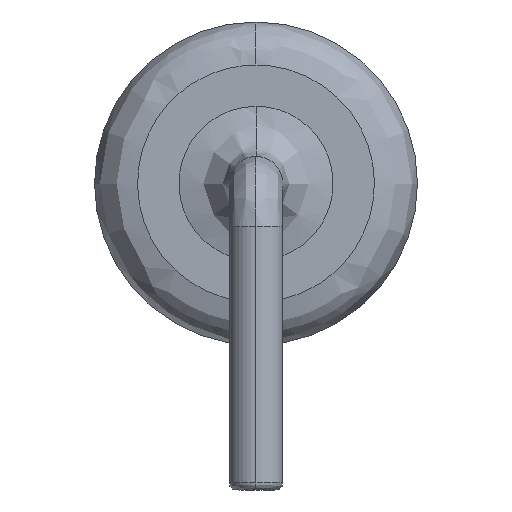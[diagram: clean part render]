
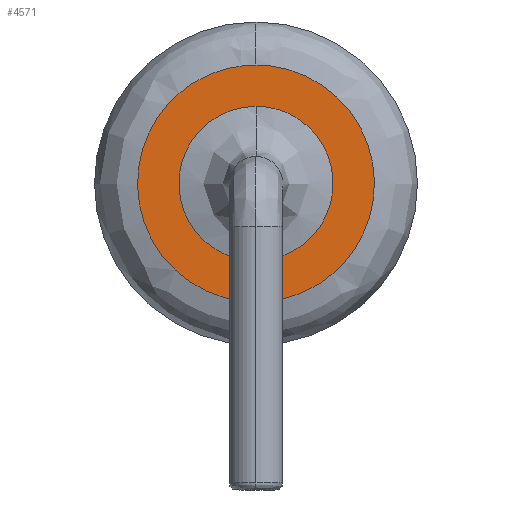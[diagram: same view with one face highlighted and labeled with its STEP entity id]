
A CAD part, left-side view. The second image highlights one B-rep face of the part: STEP entity #4571.
In plain terms, the highlighted planar face has unit normal (-1, 0, 0).
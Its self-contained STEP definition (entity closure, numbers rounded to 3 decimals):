
#193 = EDGE_CURVE ( 'NONE', #1752, #4325, #5592, .T. ) ;
#266 = ORIENTED_EDGE ( 'NONE', *, *, #3930, .F. ) ;
#303 = CARTESIAN_POINT ( 'NONE',  ( -5.5, 3.3, 0.62 ) ) ;
#1022 = CARTESIAN_POINT ( 'NONE',  ( -5.5, -3.3, 3.92 ) ) ;
#1216 = CARTESIAN_POINT ( 'NONE',  ( -5.5, 0., 0.62 ) ) ;
#1752 = VERTEX_POINT ( 'NONE', #12345 ) ;
#1811 = ORIENTED_EDGE ( 'NONE', *, *, #193, .F. ) ;
#1852 = CARTESIAN_POINT ( 'NONE',  ( -5.5, 0., 3.345 ) ) ;
#1979 = CARTESIAN_POINT ( 'NONE',  ( -5.5, -2.15, 1.195 ) ) ;
#2040 = DIRECTION ( 'NONE',  ( 0., 0., -1. ) ) ;
#2398 = CARTESIAN_POINT ( 'NONE',  ( -5.5, 3.3, 3.92 ) ) ;
#2859 = EDGE_LOOP ( 'NONE', ( #266, #1811 ) ) ;
#3153 =( BOUNDED_CURVE ( )  B_SPLINE_CURVE ( 3, ( #6738, #8451, #12607, #7674 ),
 .UNSPECIFIED., .F., .T. ) 
 B_SPLINE_CURVE_WITH_KNOTS ( ( 4, 4 ),
 ( 0., 1. ),
 .UNSPECIFIED. ) 
 CURVE ( )  GEOMETRIC_REPRESENTATION_ITEM ( )  RATIONAL_B_SPLINE_CURVE ( ( 1., 0.333, 0.333, 1. ) ) 
 REPRESENTATION_ITEM ( '' )  );
#3324 = CARTESIAN_POINT ( 'NONE',  ( -5.5, -3.3, 0.62 ) ) ;
#3453 = FACE_OUTER_BOUND ( 'NONE', #2859, .T. ) ;
#3930 = EDGE_CURVE ( 'NONE', #4325, #1752, #4981, .T. ) ;
#3938 = ORIENTED_EDGE ( 'NONE', *, *, #7955, .F. ) ;
#3965 = CARTESIAN_POINT ( 'NONE',  ( -5.5, 0., 1.195 ) ) ;
#4133 = ORIENTED_EDGE ( 'NONE', *, *, #6313, .F. ) ;
#4325 = VERTEX_POINT ( 'NONE', #5022 ) ;
#4571 = ADVANCED_FACE ( 'NONE', ( #3453, #8209 ), #6319, .F. ) ;
#4981 =( BOUNDED_CURVE ( )  B_SPLINE_CURVE ( 3, ( #1216, #303, #2398, #6340 ),
 .UNSPECIFIED., .F., .T. ) 
 B_SPLINE_CURVE_WITH_KNOTS ( ( 4, 4 ),
 ( 0., 1. ),
 .UNSPECIFIED. ) 
 CURVE ( )  GEOMETRIC_REPRESENTATION_ITEM ( )  RATIONAL_B_SPLINE_CURVE ( ( 1., 0.333, 0.333, 1. ) ) 
 REPRESENTATION_ITEM ( '' )  );
#5022 = CARTESIAN_POINT ( 'NONE',  ( -5.5, 0., 0.62 ) ) ;
#5184 = DIRECTION ( 'NONE',  ( 1., 0., 0. ) ) ;
#5484 = CARTESIAN_POINT ( 'NONE',  ( -5.5, 0., 1.195 ) ) ;
#5592 =( BOUNDED_CURVE ( )  B_SPLINE_CURVE ( 3, ( #11103, #1022, #3324, #6421 ),
 .UNSPECIFIED., .F., .T. ) 
 B_SPLINE_CURVE_WITH_KNOTS ( ( 4, 4 ),
 ( 0., 1. ),
 .UNSPECIFIED. ) 
 CURVE ( )  GEOMETRIC_REPRESENTATION_ITEM ( )  RATIONAL_B_SPLINE_CURVE ( ( 1., 0.333, 0.333, 1. ) ) 
 REPRESENTATION_ITEM ( '' )  );
#6303 = VERTEX_POINT ( 'NONE', #7188 ) ;
#6313 = EDGE_CURVE ( 'NONE', #7969, #6303, #10038, .T. ) ;
#6319 = PLANE ( 'NONE',  #9030 ) ;
#6340 = CARTESIAN_POINT ( 'NONE',  ( -5.5, 0., 3.92 ) ) ;
#6421 = CARTESIAN_POINT ( 'NONE',  ( -5.5, 0., 0.62 ) ) ;
#6738 = CARTESIAN_POINT ( 'NONE',  ( -5.5, 0., 3.345 ) ) ;
#7188 = CARTESIAN_POINT ( 'NONE',  ( -5.5, 0., 3.345 ) ) ;
#7674 = CARTESIAN_POINT ( 'NONE',  ( -5.5, 0., 1.195 ) ) ;
#7955 = EDGE_CURVE ( 'NONE', #6303, #7969, #3153, .T. ) ;
#7969 = VERTEX_POINT ( 'NONE', #5484 ) ;
#8209 = FACE_BOUND ( 'NONE', #9055, .T. ) ;
#8451 = CARTESIAN_POINT ( 'NONE',  ( -5.5, 2.15, 3.345 ) ) ;
#9030 = AXIS2_PLACEMENT_3D ( 'NONE', #11211, #5184, #2040 ) ;
#9055 = EDGE_LOOP ( 'NONE', ( #4133, #3938 ) ) ;
#10038 =( BOUNDED_CURVE ( )  B_SPLINE_CURVE ( 3, ( #3965, #1979, #10146, #1852 ),
 .UNSPECIFIED., .F., .T. ) 
 B_SPLINE_CURVE_WITH_KNOTS ( ( 4, 4 ),
 ( 0., 1. ),
 .UNSPECIFIED. ) 
 CURVE ( )  GEOMETRIC_REPRESENTATION_ITEM ( )  RATIONAL_B_SPLINE_CURVE ( ( 1., 0.333, 0.333, 1. ) ) 
 REPRESENTATION_ITEM ( '' )  );
#10146 = CARTESIAN_POINT ( 'NONE',  ( -5.5, -2.15, 3.345 ) ) ;
#11103 = CARTESIAN_POINT ( 'NONE',  ( -5.5, 0., 3.92 ) ) ;
#11211 = CARTESIAN_POINT ( 'NONE',  ( -5.5, 0., 2.27 ) ) ;
#12345 = CARTESIAN_POINT ( 'NONE',  ( -5.5, 0., 3.92 ) ) ;
#12607 = CARTESIAN_POINT ( 'NONE',  ( -5.5, 2.15, 1.195 ) ) ;
